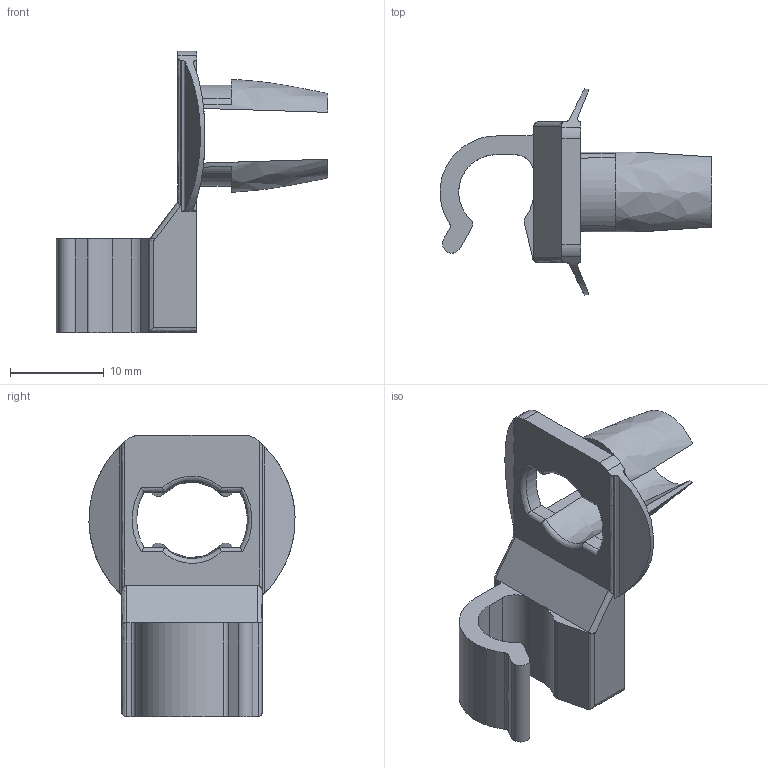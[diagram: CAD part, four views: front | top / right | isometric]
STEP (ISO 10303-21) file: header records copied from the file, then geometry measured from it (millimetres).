
FILE_DESCRIPTION((''),'2;1');
FILE_NAME('','2005-10-12T14:51:47',(''),(''),'','CADfix','');
FILE_SCHEMA(('AUTOMOTIVE_DESIGN'));
Length unit declared in the file: millimetre
Products named in the file (1): holder
Bounding box: 28.98 x 21.99 x 30 mm (x, y, z)
Volume: 1645.6 mm3; surface area: 2292.8 mm2
Topology: 1 solids, 1 shells, 91 faces, 251 edges, 162 vertices
Faces by surface type: bspline 91
Entity records: 3403 total; most frequent: CARTESIAN_POINT 1967, ORIENTED_EDGE 502, EDGE_CURVE 251, VERTEX_POINT 162, QUASI_UNIFORM_CURVE 131, EDGE_LOOP 93, FACE_OUTER_BOUND 91, ADVANCED_FACE 91
